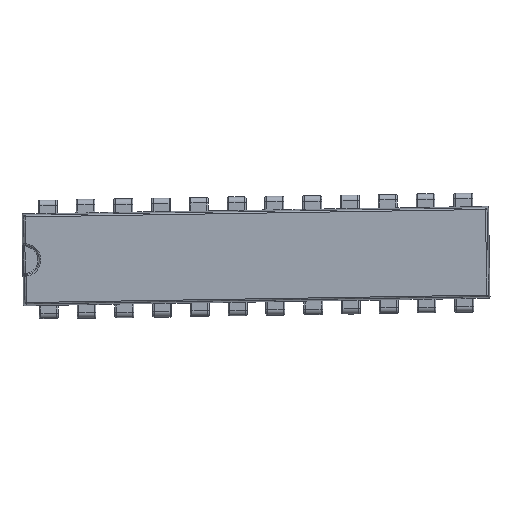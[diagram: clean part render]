
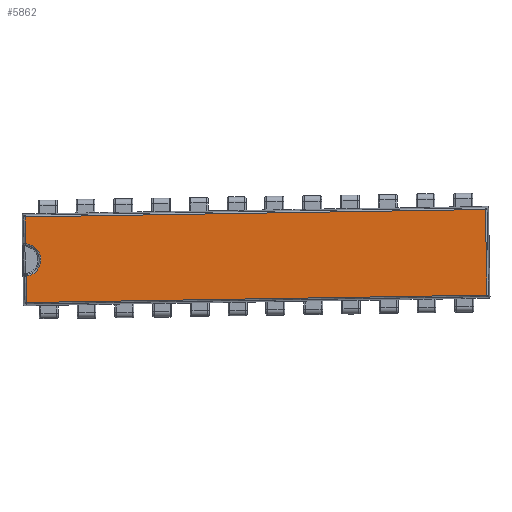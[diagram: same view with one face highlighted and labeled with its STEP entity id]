
A CAD part, top view. The second image highlights one B-rep face of the part: STEP entity #5862.
In plain terms, the highlighted planar face has unit normal (0, 0, 1).
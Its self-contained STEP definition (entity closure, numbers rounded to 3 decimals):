
#347=PLANE('',#6505);
#669=FACE_OUTER_BOUND('',#987,.T.);
#987=EDGE_LOOP('',(#4882,#4883,#4884,#4885,#4886,#4887));
#1532=LINE('',#10377,#2084);
#1533=LINE('',#10381,#2085);
#1534=LINE('',#10383,#2086);
#1535=LINE('',#10385,#2087);
#1536=LINE('',#10386,#2088);
#2084=VECTOR('',#8158,10.);
#2085=VECTOR('',#8163,10.);
#2086=VECTOR('',#8164,10.);
#2087=VECTOR('',#8165,10.);
#2088=VECTOR('',#8166,10.);
#2314=CIRCLE('',#6495,1.1);
#2851=VERTEX_POINT('',#10333);
#2852=VERTEX_POINT('',#10335);
#2858=VERTEX_POINT('',#10376);
#2859=VERTEX_POINT('',#10380);
#2860=VERTEX_POINT('',#10382);
#2861=VERTEX_POINT('',#10384);
#3642=EDGE_CURVE('',#2852,#2851,#2314,.T.);
#3652=EDGE_CURVE('',#2851,#2858,#1532,.T.);
#3654=EDGE_CURVE('',#2859,#2852,#1533,.T.);
#3655=EDGE_CURVE('',#2860,#2859,#1534,.T.);
#3656=EDGE_CURVE('',#2861,#2860,#1535,.T.);
#3657=EDGE_CURVE('',#2858,#2861,#1536,.T.);
#4882=ORIENTED_EDGE('',*,*,#3642,.F.);
#4883=ORIENTED_EDGE('',*,*,#3654,.F.);
#4884=ORIENTED_EDGE('',*,*,#3655,.F.);
#4885=ORIENTED_EDGE('',*,*,#3656,.F.);
#4886=ORIENTED_EDGE('',*,*,#3657,.F.);
#4887=ORIENTED_EDGE('',*,*,#3652,.F.);
#5862=ADVANCED_FACE('',(#669),#347,.T.);
#6495=AXIS2_PLACEMENT_3D('',#10337,#8135,#8136);
#6505=AXIS2_PLACEMENT_3D('',#10379,#8161,#8162);
#8135=DIRECTION('center_axis',(0.,0.,1.));
#8136=DIRECTION('ref_axis',(1.,0.,0.));
#8158=DIRECTION('',(0.,1.,0.));
#8161=DIRECTION('center_axis',(0.,0.,1.));
#8162=DIRECTION('ref_axis',(1.,0.,0.));
#8163=DIRECTION('',(0.,1.,0.));
#8164=DIRECTION('',(-1.,0.,0.));
#8165=DIRECTION('',(0.,-1.,0.));
#8166=DIRECTION('',(1.,0.,0.));
#10333=CARTESIAN_POINT('',(-0.79,5.169,3.35));
#10335=CARTESIAN_POINT('',(-0.79,2.977,3.35));
#10337=CARTESIAN_POINT('Origin',(-0.883,4.073,3.35));
#10376=CARTESIAN_POINT('',(-0.79,6.97,3.35));
#10377=CARTESIAN_POINT('',(-0.79,4.863,3.35));
#10379=CARTESIAN_POINT('Origin',(14.69,4.09,3.35));
#10380=CARTESIAN_POINT('',(-0.79,1.21,3.35));
#10381=CARTESIAN_POINT('',(-0.79,4.863,3.35));
#10382=CARTESIAN_POINT('',(30.17,1.21,3.35));
#10383=CARTESIAN_POINT('',(10.768,1.21,3.35));
#10384=CARTESIAN_POINT('',(30.17,6.97,3.35));
#10385=CARTESIAN_POINT('',(30.17,3.318,3.35));
#10386=CARTESIAN_POINT('',(18.613,6.97,3.35));
